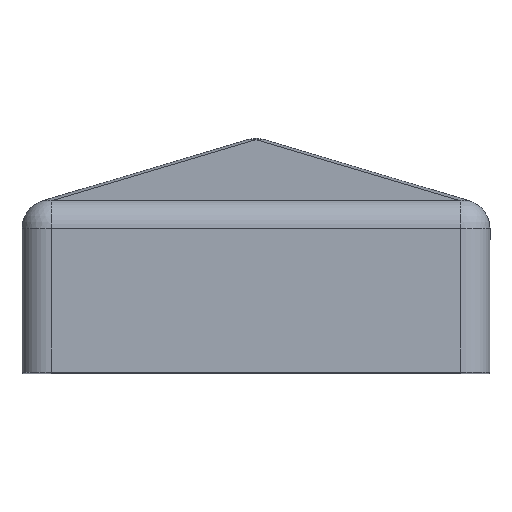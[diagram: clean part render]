
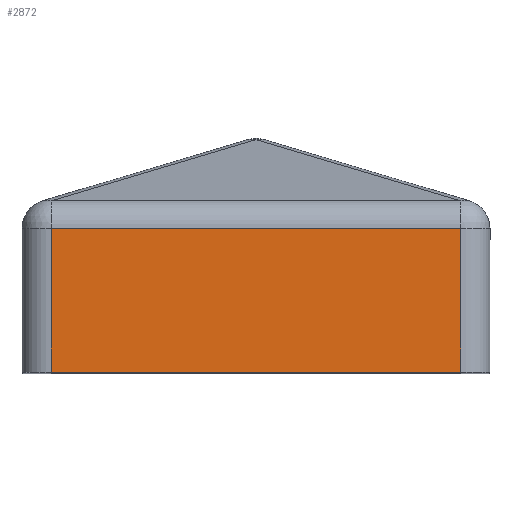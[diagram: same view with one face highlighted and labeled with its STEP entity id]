
A CAD part, top view. The second image highlights one B-rep face of the part: STEP entity #2872.
In plain terms, the highlighted planar face has unit normal (0, 0, 1).
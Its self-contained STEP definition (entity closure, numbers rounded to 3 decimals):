
#557 = DIRECTION ( 'NONE',  ( 1., 0., 0. ) ) ;
#566 = DIRECTION ( 'NONE',  ( 1., 0., 0. ) ) ;
#1545 = DIRECTION ( 'NONE',  ( 0., -1., 0. ) ) ;
#1580 = CARTESIAN_POINT ( 'NONE',  ( 10.5, 7.35, 22. ) ) ;
#2210 = VECTOR ( 'NONE', #566, 1000. ) ;
#2491 = CARTESIAN_POINT ( 'NONE',  ( -10.5, 30., 22. ) ) ;
#2671 = VECTOR ( 'NONE', #8677, 1000. ) ;
#2740 = PLANE ( 'NONE',  #3666 ) ;
#2872 = ADVANCED_FACE ( 'NONE', ( #8380 ), #2740, .F. ) ;
#3018 = LINE ( 'NONE', #9698, #2671 ) ;
#3467 = VECTOR ( 'NONE', #557, 1000. ) ;
#3661 = ORIENTED_EDGE ( 'NONE', *, *, #13071, .T. ) ;
#3666 = AXIS2_PLACEMENT_3D ( 'NONE', #13616, #10410, #5918 ) ;
#3691 = EDGE_CURVE ( 'NONE', #9987, #6707, #5647, .T. ) ;
#5194 = EDGE_CURVE ( 'NONE', #9987, #6731, #8897, .T. ) ;
#5647 = LINE ( 'NONE', #2491, #8556 ) ;
#5805 = CARTESIAN_POINT ( 'NONE',  ( -10.5, 7.35, 22. ) ) ;
#5918 = DIRECTION ( 'NONE',  ( -1., 0., 0. ) ) ;
#6707 = VERTEX_POINT ( 'NONE', #12786 ) ;
#6731 = VERTEX_POINT ( 'NONE', #1580 ) ;
#7076 = EDGE_CURVE ( 'NONE', #12189, #6731, #3018, .T. ) ;
#7098 = CARTESIAN_POINT ( 'NONE',  ( -12., 0., 22. ) ) ;
#8157 = ORIENTED_EDGE ( 'NONE', *, *, #7076, .T. ) ;
#8380 = FACE_OUTER_BOUND ( 'NONE', #11646, .T. ) ;
#8556 = VECTOR ( 'NONE', #1545, 1000. ) ;
#8677 = DIRECTION ( 'NONE',  ( 0., 1., 0. ) ) ;
#8897 = LINE ( 'NONE', #10556, #2210 ) ;
#9434 = LINE ( 'NONE', #7098, #3467 ) ;
#9698 = CARTESIAN_POINT ( 'NONE',  ( 10.5, 30., 22. ) ) ;
#9760 = ORIENTED_EDGE ( 'NONE', *, *, #5194, .F. ) ;
#9987 = VERTEX_POINT ( 'NONE', #5805 ) ;
#10410 = DIRECTION ( 'NONE',  ( 0., 0., -1. ) ) ;
#10538 = ORIENTED_EDGE ( 'NONE', *, *, #3691, .T. ) ;
#10556 = CARTESIAN_POINT ( 'NONE',  ( -12., 7.35, 22. ) ) ;
#11646 = EDGE_LOOP ( 'NONE', ( #3661, #8157, #9760, #10538 ) ) ;
#12189 = VERTEX_POINT ( 'NONE', #14120 ) ;
#12786 = CARTESIAN_POINT ( 'NONE',  ( -10.5, 0., 22. ) ) ;
#13071 = EDGE_CURVE ( 'NONE', #6707, #12189, #9434, .T. ) ;
#13616 = CARTESIAN_POINT ( 'NONE',  ( -12., 30., 22. ) ) ;
#14120 = CARTESIAN_POINT ( 'NONE',  ( 10.5, 0., 22. ) ) ;
